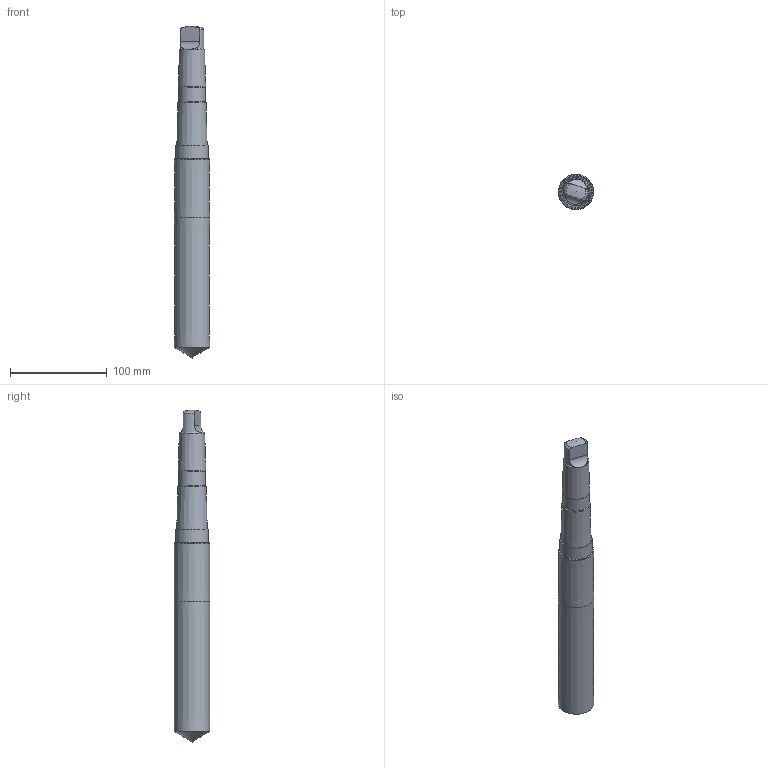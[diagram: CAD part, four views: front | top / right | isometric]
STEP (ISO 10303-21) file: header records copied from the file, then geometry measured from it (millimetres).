
FILE_DESCRIPTION(/* description */ ('A1301.7/16'),/* implementation_level */ '2;1');
FILE_NAME(/* name */ 'CAPP~~210908173817~5969148~MOD~TM01_00~ISO~FR.STP',/* time_stamp */ '2021-09-08T17:39:23+02:00',/* author */ ('System'),/* organization */ ('Dormer Pramet'),/* preprocessor_version */ 'ST-DEVELOPER v16.7',/* originating_system */ 'SIEMENS PLM Software NX 12.0',/* authorisation */ '');
FILE_SCHEMA (('AUTOMOTIVE_DESIGN { 1 0 10303 214 3 1 1 1 }'));
Length unit declared in the file: millimetre
Products named in the file (1): CAPP~~210908173817~5969148~MOD~TM01_00~ISO~FR
Bounding box: 36.5 x 36.5 x 344 mm (x, y, z)
Volume: 292749.4 mm3; surface area: 38491.9 mm2
Topology: 2 solids, 2 shells, 25 faces, 61 edges, 40 vertices
Faces by surface type: cone 12, cylinder 6, plane 4, torus 3
Full cylindrical faces by diameter (mm): 27.8 x1, 33.267 x1
Entity records: 748 total; most frequent: CARTESIAN_POINT 209, DIRECTION 104, ORIENTED_EDGE 76, AXIS2_PLACEMENT_3D 49, EDGE_LOOP 38, EDGE_CURVE 38, VERTEX_POINT 32, FACE_BOUND 30
